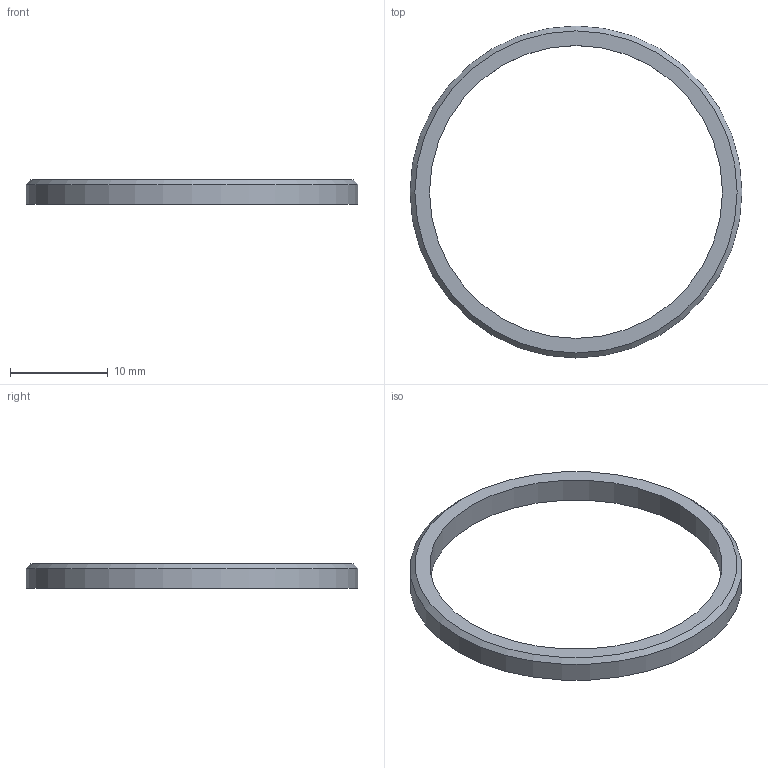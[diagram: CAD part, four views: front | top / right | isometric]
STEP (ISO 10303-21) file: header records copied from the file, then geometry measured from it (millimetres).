
FILE_DESCRIPTION(/* description */ (''),/* implementation_level */ '2;1');
FILE_NAME(/* name */ 'SiTong spacer - 30mm.step',/* time_stamp */ '2024-09-06T08:53:56-04:00',/* author */ (''),/* organization */ (''),/* preprocessor_version */ 'ST-DEVELOPER v20',/* originating_system */ 'Autodesk Translation Framework v13.14.0.145',/* authorisation */ '');
FILE_SCHEMA (('AUTOMOTIVE_DESIGN { 1 0 10303 214 3 1 1 }'));
Length unit declared in the file: millimetre
Products named in the file (1): (Unsaved)
Bounding box: 34 x 34 x 2.5 mm (x, y, z)
Volume: 489.4 mm3; surface area: 873.2 mm2
Topology: 1 solids, 1 shells, 5 faces, 8 edges, 5 vertices
Faces by surface type: plane 2, cylinder 2, cone 1
Full cylindrical faces by diameter (mm): 30 x1, 34 x1
Entity records: 156 total; most frequent: DIRECTION 25, CARTESIAN_POINT 19, ORIENTED_EDGE 16, AXIS2_PLACEMENT_3D 11, EDGE_CURVE 8, EDGE_LOOP 7, FACE_OUTER_BOUND 5, CIRCLE 5
